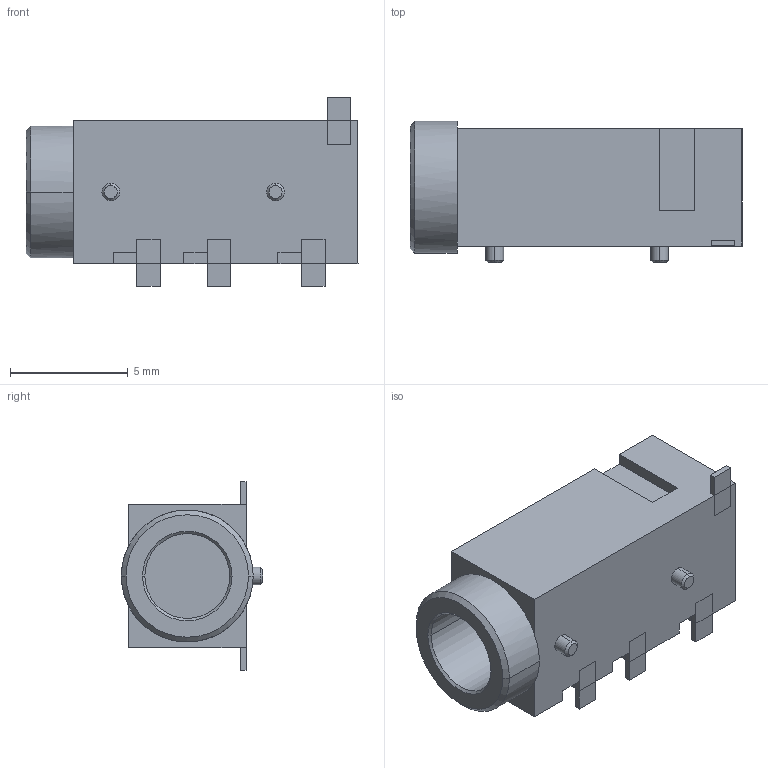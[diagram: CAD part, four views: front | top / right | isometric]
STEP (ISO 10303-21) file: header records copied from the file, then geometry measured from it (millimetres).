
FILE_DESCRIPTION (( 'STEP AP214' ), '1' );
FILE_NAME ('PJ-320D-A.STEP', '2023-01-26T11:02:56', ( '' ), ( '' ), 'SwSTEP 2.0', 'SolidWorks 2021', '' );
FILE_SCHEMA (( 'AUTOMOTIVE_DESIGN' ));
Length unit declared in the file: millimetre
Products named in the file (2): PJ-320D-A
Assembly tree (1 placements, depth 2):
  PJ-320D-A
    PJ-320D-A
Bounding box: 14.1 x 6 x 8 mm (x, y, z)
Volume: 280.8 mm3; surface area: 548.2 mm2
Topology: 5 solids, 5 shells, 69 faces, 156 edges, 100 vertices
Faces by surface type: plane 53, cone 8, cylinder 8
Entity records: 2004 total; most frequent: DIRECTION 330, CARTESIAN_POINT 329, ORIENTED_EDGE 312, EDGE_CURVE 156, VECTOR 128, LINE 128, AXIS2_PLACEMENT_3D 101, VERTEX_POINT 100
